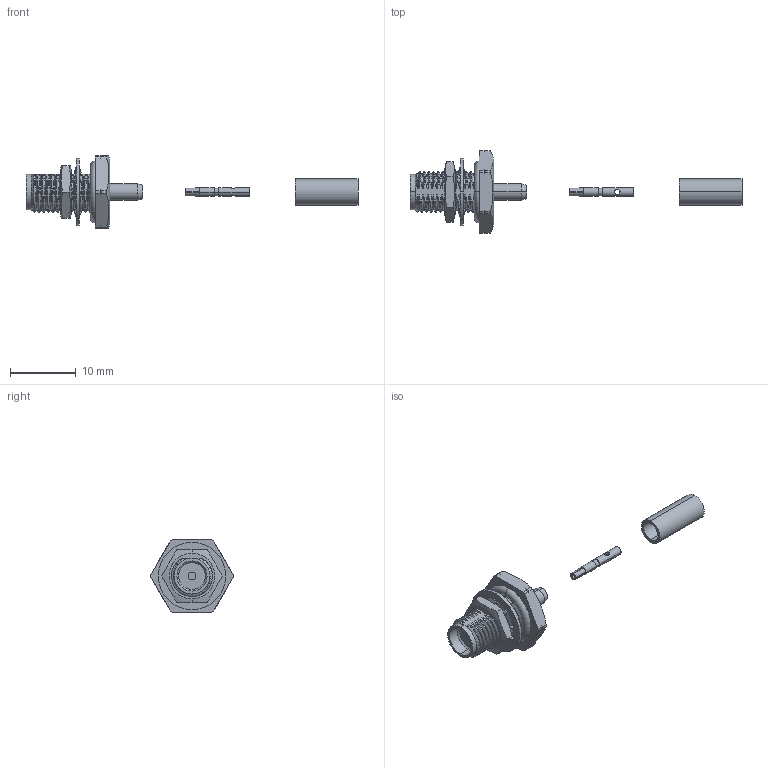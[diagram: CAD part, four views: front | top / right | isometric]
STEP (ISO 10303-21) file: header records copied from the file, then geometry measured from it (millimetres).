
FILE_DESCRIPTION (( 'STEP AP214' ), '1' );
FILE_NAME ('FMCN45953_3D.step', '2023-05-31T23:05:39', ( '' ), ( '' ), 'SwSTEP 2.0', 'SolidWorks 2022', '' );
FILE_SCHEMA (( 'AUTOMOTIVE_DESIGN' ));
Length unit declared in the file: millimetre
Products named in the file (7): O-Ring^FMCN45953; Contact^FMCN45953; Nut^FMCN45953; Body^FMCN45953; Ferrule^FMCN45953; FMCN45953_3D; Washer^FMCN45953
Assembly tree (6 placements, depth 2):
  FMCN45953_3D
    Body^FMCN45953
    Contact^FMCN45953
    Ferrule^FMCN45953
    O-Ring^FMCN45953
    Washer^FMCN45953
    Nut^FMCN45953
Bounding box: 50.39 x 12.49 x 11 mm (x, y, z)
Volume: 621.3 mm3; surface area: 1377.9 mm2
Topology: 6 solids, 6 shells, 244 faces, 706 edges, 478 vertices
Faces by surface type: bspline 84, cylinder 71, plane 57, cone 22, torus 10
Entity records: 26634 total; most frequent: CARTESIAN_POINT 20683, ORIENTED_EDGE 1412, DIRECTION 914, EDGE_CURVE 706, VERTEX_POINT 478, AXIS2_PLACEMENT_3D 346, EDGE_LOOP 262, FACE_OUTER_BOUND 244
